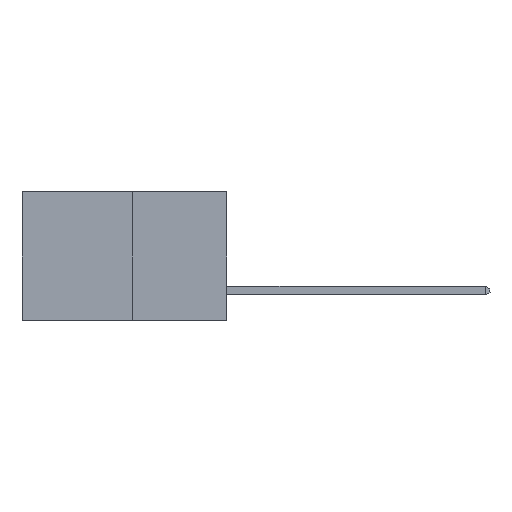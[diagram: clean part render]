
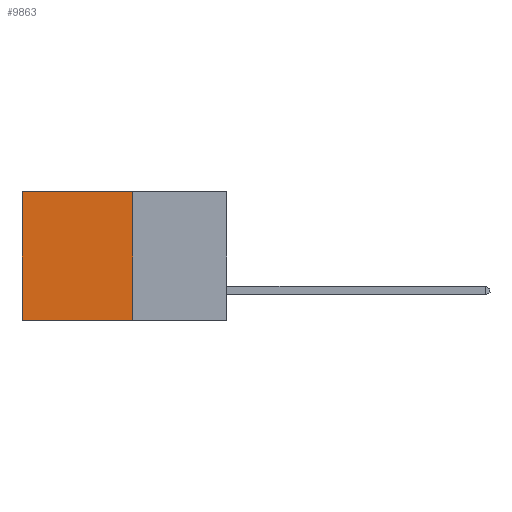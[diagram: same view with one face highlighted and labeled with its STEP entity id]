
A CAD part, left-side view. The second image highlights one B-rep face of the part: STEP entity #9863.
In plain terms, the highlighted planar face has unit normal (-1, 0, 0).
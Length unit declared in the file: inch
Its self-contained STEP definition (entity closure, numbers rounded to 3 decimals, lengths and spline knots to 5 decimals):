
#193 = CARTESIAN_POINT ( 'NONE',  ( 0.277, 0.27, -0.37 ) ) ;
#512 = LINE ( 'NONE', #6139, #12075 ) ;
#1093 = ORIENTED_EDGE ( 'NONE', *, *, #7149, .T. ) ;
#2117 = CARTESIAN_POINT ( 'NONE',  ( 0.277, 0.27, 0. ) ) ;
#2187 = EDGE_LOOP ( 'NONE', ( #1093, #3710, #3731, #4887 ) ) ;
#2286 = FACE_OUTER_BOUND ( 'NONE', #2187, .T. ) ;
#2728 = DIRECTION ( 'NONE',  ( 0., 0., -1. ) ) ;
#3710 = ORIENTED_EDGE ( 'NONE', *, *, #13674, .F. ) ;
#3731 = ORIENTED_EDGE ( 'NONE', *, *, #4272, .F. ) ;
#4033 = CARTESIAN_POINT ( 'NONE',  ( 0.277, 0.59, -0.37 ) ) ;
#4053 = VERTEX_POINT ( 'NONE', #5947 ) ;
#4071 = AXIS2_PLACEMENT_3D ( 'NONE', #12185, #14478, #7501 ) ;
#4272 = EDGE_CURVE ( 'NONE', #7564, #14901, #10480, .T. ) ;
#4614 = VECTOR ( 'NONE', #11179, 39.37008 ) ;
#4887 = ORIENTED_EDGE ( 'NONE', *, *, #12381, .T. ) ;
#4991 = LINE ( 'NONE', #4033, #4614 ) ;
#5947 = CARTESIAN_POINT ( 'NONE',  ( 0.277, 0.59, 0. ) ) ;
#6139 = CARTESIAN_POINT ( 'NONE',  ( 0.277, 0.27, 0. ) ) ;
#6148 = LINE ( 'NONE', #193, #12070 ) ;
#6285 = PLANE ( 'NONE',  #4071 ) ;
#7149 = EDGE_CURVE ( 'NONE', #4053, #9225, #4991, .T. ) ;
#7317 = VECTOR ( 'NONE', #2728, 39.37008 ) ;
#7501 = DIRECTION ( 'NONE',  ( 0., 0., -1. ) ) ;
#7564 = VERTEX_POINT ( 'NONE', #2117 ) ;
#8670 = CARTESIAN_POINT ( 'NONE',  ( 0.277, 0.59, -0.37 ) ) ;
#9102 = CARTESIAN_POINT ( 'NONE',  ( 0.277, 0.27, -0.37 ) ) ;
#9225 = VERTEX_POINT ( 'NONE', #8670 ) ;
#9863 = ADVANCED_FACE ( 'NONE', ( #2286 ), #6285, .F. ) ;
#10480 = LINE ( 'NONE', #12189, #7317 ) ;
#11179 = DIRECTION ( 'NONE',  ( 0., 0., -1. ) ) ;
#12070 = VECTOR ( 'NONE', #12080, 39.37008 ) ;
#12075 = VECTOR ( 'NONE', #14331, 39.37008 ) ;
#12080 = DIRECTION ( 'NONE',  ( 0., 1., 0. ) ) ;
#12185 = CARTESIAN_POINT ( 'NONE',  ( 0.277, 0.27, -0.37 ) ) ;
#12189 = CARTESIAN_POINT ( 'NONE',  ( 0.277, 0.27, -0.37 ) ) ;
#12381 = EDGE_CURVE ( 'NONE', #7564, #4053, #512, .T. ) ;
#13674 = EDGE_CURVE ( 'NONE', #14901, #9225, #6148, .T. ) ;
#14331 = DIRECTION ( 'NONE',  ( 0., 1., 0. ) ) ;
#14478 = DIRECTION ( 'NONE',  ( 1., 0., 0. ) ) ;
#14901 = VERTEX_POINT ( 'NONE', #9102 ) ;
